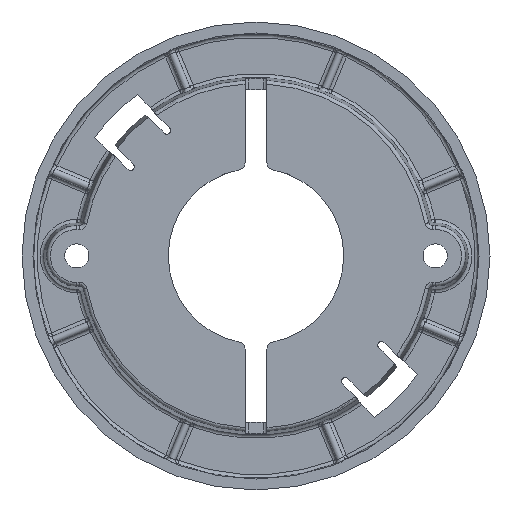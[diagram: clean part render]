
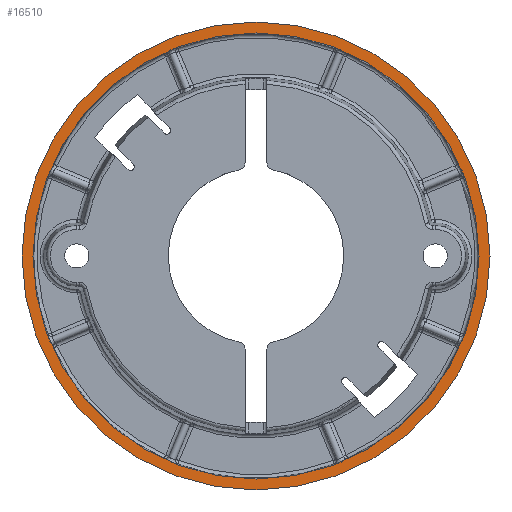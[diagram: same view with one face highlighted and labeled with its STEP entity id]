
A CAD part, top view. The second image highlights one B-rep face of the part: STEP entity #16510.
In plain terms, the highlighted planar face has unit normal (0, 0, 1).
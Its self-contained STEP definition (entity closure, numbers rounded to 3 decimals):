
#5225=CARTESIAN_POINT('',(0.,0.,-6.));
#5226=DIRECTION('',(0.,0.,-1.));
#5227=DIRECTION('',(-1.,0.,0.));
#5228=AXIS2_PLACEMENT_3D('',#5225,#5226,#5227);
#5233=CARTESIAN_POINT('',(0.,0.,-6.));
#5234=DIRECTION('',(0.,0.,1.));
#5235=DIRECTION('',(-1.,0.,0.));
#5236=AXIS2_PLACEMENT_3D('',#5233,#5234,#5235);
#5359=CARTESIAN_POINT('',(0.,0.,-6.));
#5360=DIRECTION('',(0.,0.,1.));
#5361=DIRECTION('',(-1.,0.,0.));
#5362=AXIS2_PLACEMENT_3D('',#5359,#5360,#5361);
#6689=CARTESIAN_POINT('',(0.,0.,-6.));
#6690=DIRECTION('',(0.,0.,-1.));
#6691=DIRECTION('',(-1.,0.,0.));
#6692=AXIS2_PLACEMENT_3D('',#6689,#6690,#6691);
#11990=CARTESIAN_POINT('',(-32.,0.,-6.));
#11991=CARTESIAN_POINT('',(32.,0.,-6.));
#11992=VERTEX_POINT('',#11990);
#11993=VERTEX_POINT('',#11991);
#12002=CARTESIAN_POINT('',(-30.498,0.,-6.));
#12003=CARTESIAN_POINT('',(30.498,0.,-6.));
#12004=VERTEX_POINT('',#12002);
#12005=VERTEX_POINT('',#12003);
#16495=CARTESIAN_POINT('',(0.,0.,-6.));
#16496=DIRECTION('',(0.,0.,1.));
#16497=DIRECTION('',(-1.,0.,0.));
#16498=AXIS2_PLACEMENT_3D('',#16495,#16496,#16497);
#16499=PLANE('',#16498);
#16500=ORIENTED_EDGE('',*,*,#16477,.T.);
#16501=ORIENTED_EDGE('',*,*,#16462,.F.);
#16502=EDGE_LOOP('',(#16500,#16501));
#16503=FACE_OUTER_BOUND('',#16502,.F.);
#16505=ORIENTED_EDGE('',*,*,#16504,.T.);
#16507=ORIENTED_EDGE('',*,*,#16506,.F.);
#16508=EDGE_LOOP('',(#16505,#16507));
#16509=FACE_BOUND('',#16508,.F.);
#16510=ADVANCED_FACE('',(#16503,#16509),#16499,.T.);
#5229=CIRCLE('',#5228,32.);
#5237=CIRCLE('',#5236,32.);
#5363=CIRCLE('',#5362,30.498);
#6693=CIRCLE('',#6692,30.498);
#16462=EDGE_CURVE('',#11992,#11993,#5237,.T.);
#16477=EDGE_CURVE('',#11992,#11993,#5229,.T.);
#16504=EDGE_CURVE('',#12004,#12005,#5363,.T.);
#16506=EDGE_CURVE('',#12004,#12005,#6693,.T.);
